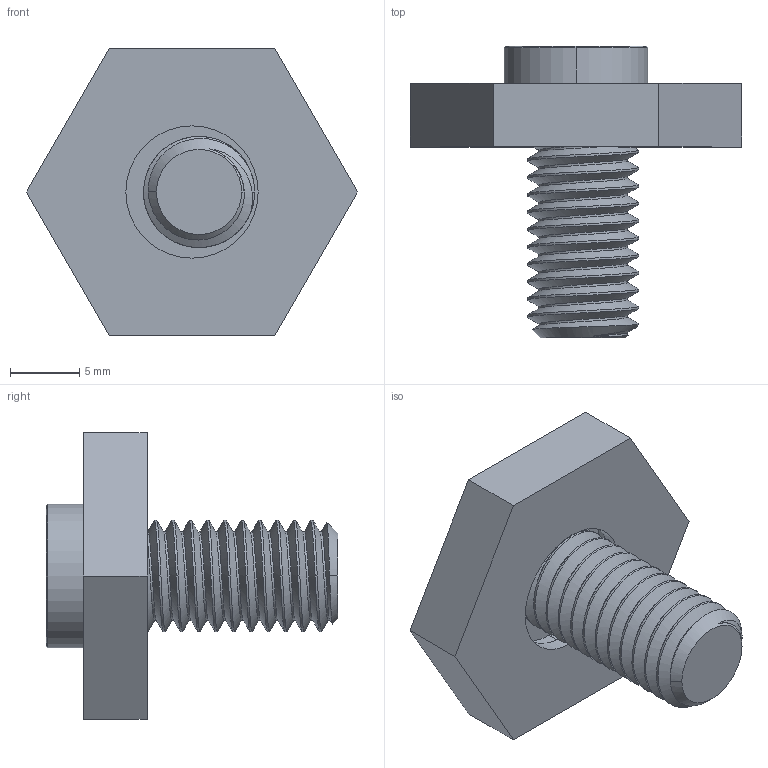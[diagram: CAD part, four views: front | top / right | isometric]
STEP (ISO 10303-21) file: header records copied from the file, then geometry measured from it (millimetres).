
FILE_DESCRIPTION (( 'STEP AP214' ), '1' );
FILE_NAME ('50208.STEP', '2024-02-27T14:26:14', ( '' ), ( '' ), 'SwSTEP 2.0', 'SolidWorks 2021', '' );
FILE_SCHEMA (( 'AUTOMOTIVE_DESIGN' ));
Length unit declared in the file: inch
Products named in the file (4): 50367_50367.STEP; 50208.STEP; 50208; 10584_10584.STEP
Assembly tree (3 placements, depth 3):
  50208
    50208.STEP
      10584_10584.STEP
      50367_50367.STEP
Bounding box: 23.83 x 21 x 20.64 mm (x, y, z)
Volume: 2288.3 mm3; surface area: 2074.2 mm2
Topology: 2 solids, 2 shells, 68 faces, 166 edges, 105 vertices
Faces by surface type: cylinder 32, plane 19, cone 14, bspline 3
Entity records: 4775 total; most frequent: CARTESIAN_POINT 3186, ORIENTED_EDGE 332, DIRECTION 271, EDGE_CURVE 166, VERTEX_POINT 105, AXIS2_PLACEMENT_3D 101, EDGE_LOOP 73, LINE 69
